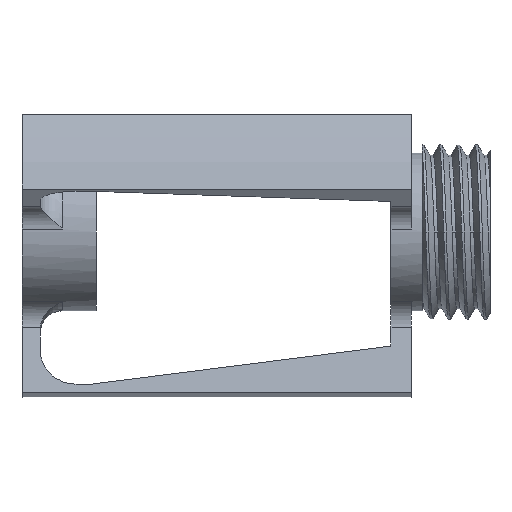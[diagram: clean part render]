
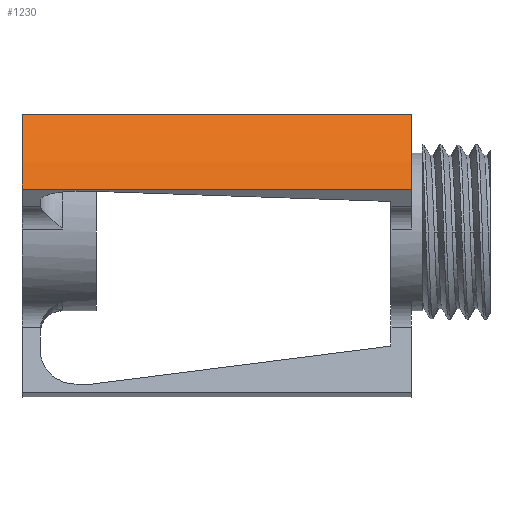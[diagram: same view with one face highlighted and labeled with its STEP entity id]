
A CAD part, left-side view. The second image highlights one B-rep face of the part: STEP entity #1230.
In plain terms, the highlighted cylindrical face has radius 36.894 mm (diameter 73.787 mm), a partial arc.
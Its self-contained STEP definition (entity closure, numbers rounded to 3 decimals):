
#73=FACE_OUTER_BOUND('',#139,.T.);
#139=EDGE_LOOP('',(#904,#905,#906,#907));
#213=CIRCLE('',#1331,36.894);
#218=CIRCLE('',#1340,36.894);
#318=LINE('',#2259,#398);
#323=LINE('',#2274,#403);
#398=VECTOR('',#1487,10.);
#403=VECTOR('',#1500,10.);
#493=VERTEX_POINT('',#2256);
#494=VERTEX_POINT('',#2258);
#499=VERTEX_POINT('',#2271);
#500=VERTEX_POINT('',#2273);
#629=EDGE_CURVE('',#493,#494,#318,.T.);
#636=EDGE_CURVE('',#500,#499,#323,.T.);
#668=EDGE_CURVE('',#500,#493,#213,.T.);
#673=EDGE_CURVE('',#499,#494,#218,.T.);
#904=ORIENTED_EDGE('',*,*,#673,.T.);
#905=ORIENTED_EDGE('',*,*,#629,.F.);
#906=ORIENTED_EDGE('',*,*,#668,.F.);
#907=ORIENTED_EDGE('',*,*,#636,.T.);
#1189=CYLINDRICAL_SURFACE('',#1342,36.894);
#1230=ADVANCED_FACE('',(#73),#1189,.T.);
#1331=AXIS2_PLACEMENT_3D('',#2357,#1557,#1558);
#1340=AXIS2_PLACEMENT_3D('',#2367,#1575,#1576);
#1342=AXIS2_PLACEMENT_3D('',#2369,#1579,#1580);
#1487=DIRECTION('',(0.,-1.,0.));
#1500=DIRECTION('',(0.,-1.,0.));
#1557=DIRECTION('center_axis',(0.,1.,0.));
#1558=DIRECTION('ref_axis',(-0.966,0.,0.259));
#1575=DIRECTION('center_axis',(0.,1.,0.));
#1576=DIRECTION('ref_axis',(-0.966,0.,0.259));
#1579=DIRECTION('center_axis',(0.,-1.,0.));
#1580=DIRECTION('ref_axis',(-0.966,0.,0.259));
#2256=CARTESIAN_POINT('',(-26.088,0.,26.088));
#2258=CARTESIAN_POINT('',(-26.088,-86.5,26.088));
#2259=CARTESIAN_POINT('',(-26.088,0.,26.088));
#2271=CARTESIAN_POINT('',(-35.636,-86.5,9.549));
#2273=CARTESIAN_POINT('',(-35.636,0.,9.549));
#2274=CARTESIAN_POINT('',(-35.636,0.,9.549));
#2357=CARTESIAN_POINT('Origin',(0.,0.,0.));
#2367=CARTESIAN_POINT('Origin',(0.,-86.5,0.));
#2369=CARTESIAN_POINT('Origin',(0.,0.,0.));
